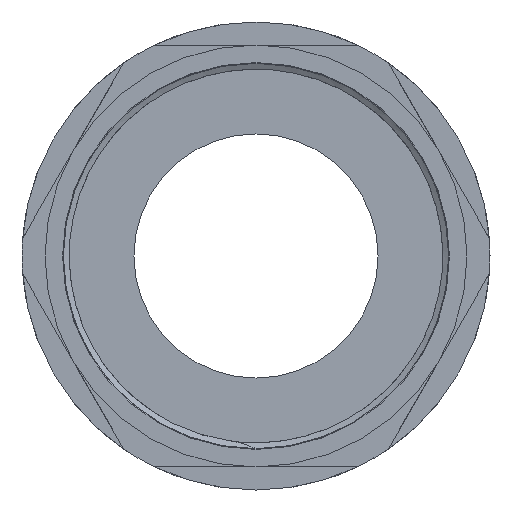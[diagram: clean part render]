
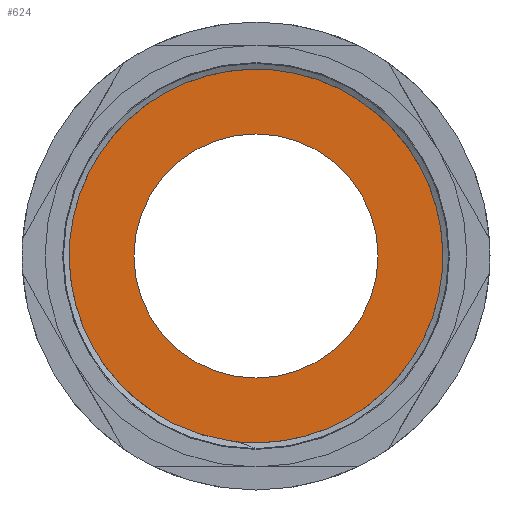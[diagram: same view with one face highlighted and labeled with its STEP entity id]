
A CAD part, left-side view. The second image highlights one B-rep face of the part: STEP entity #624.
In plain terms, the highlighted planar face has unit normal (-1, 0, 0).
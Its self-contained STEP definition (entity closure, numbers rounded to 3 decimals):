
#16=FACE_BOUND('',#139,.T.);
#30=PLANE('',#671);
#53=CIRCLE('',#663,24.35);
#55=CIRCLE('',#672,25.111);
#56=CIRCLE('',#673,15.91);
#98=FACE_OUTER_BOUND('',#138,.T.);
#138=EDGE_LOOP('',(#478,#479,#480,#481));
#139=EDGE_LOOP('',(#482));
#258=B_SPLINE_CURVE_WITH_KNOTS('',3,(#1582,#1583,#1584,#1585,#1586,#1587,
#1588,#1589,#1590,#1591,#1592,#1593,#1594),.UNSPECIFIED.,.F.,.F.,(4,3,3,
3,4),(0.,1.248,2.486,3.714,4.625),
 .UNSPECIFIED.);
#274=B_SPLINE_CURVE_WITH_KNOTS('',3,(#4069,#4070,#4071,#4072,#4073,#4074,
#4075,#4076,#4077,#4078,#4079,#4080,#4081),.UNSPECIFIED.,.F.,.F.,(4,3,3,
3,4),(0.,1.213,2.436,3.669,4.622),
 .UNSPECIFIED.);
#279=VERTEX_POINT('',#1454);
#280=VERTEX_POINT('',#1581);
#282=VERTEX_POINT('',#1727);
#296=VERTEX_POINT('',#3710);
#297=VERTEX_POINT('',#4084);
#340=EDGE_CURVE('',#280,#279,#258,.T.);
#344=EDGE_CURVE('',#279,#282,#53,.T.);
#366=EDGE_CURVE('',#282,#296,#274,.T.);
#367=EDGE_CURVE('',#280,#296,#55,.T.);
#368=EDGE_CURVE('',#297,#297,#56,.T.);
#478=ORIENTED_EDGE('',*,*,#340,.T.);
#479=ORIENTED_EDGE('',*,*,#344,.T.);
#480=ORIENTED_EDGE('',*,*,#366,.T.);
#481=ORIENTED_EDGE('',*,*,#367,.F.);
#482=ORIENTED_EDGE('',*,*,#368,.T.);
#624=ADVANCED_FACE('',(#98,#16),#30,.T.);
#663=AXIS2_PLACEMENT_3D('',#1853,#736,#737);
#671=AXIS2_PLACEMENT_3D('',#4082,#759,#760);
#672=AXIS2_PLACEMENT_3D('',#4083,#761,#762);
#673=AXIS2_PLACEMENT_3D('',#4085,#763,#764);
#736=DIRECTION('center_axis',(-1.,0.,0.));
#737=DIRECTION('ref_axis',(0.,0.,-1.));
#759=DIRECTION('center_axis',(-1.,0.,0.));
#760=DIRECTION('ref_axis',(0.,0.,1.));
#761=DIRECTION('center_axis',(1.,0.,0.));
#762=DIRECTION('ref_axis',(0.,0.,-1.));
#763=DIRECTION('center_axis',(1.,0.,0.));
#764=DIRECTION('ref_axis',(0.,0.,-1.));
#1454=CARTESIAN_POINT('',(-14.54,-21.811,10.827));
#1581=CARTESIAN_POINT('',(-14.54,-4.188,-24.759));
#1582=CARTESIAN_POINT('Ctrl Pts',(-14.54,-4.188,-24.759));
#1583=CARTESIAN_POINT('Ctrl Pts',(-14.54,-8.277,-23.999));
#1584=CARTESIAN_POINT('Ctrl Pts',(-14.54,-12.152,-22.212));
#1585=CARTESIAN_POINT('Ctrl Pts',(-14.54,-15.369,-19.604));
#1586=CARTESIAN_POINT('Ctrl Pts',(-14.54,-18.562,-17.016));
#1587=CARTESIAN_POINT('Ctrl Pts',(-14.54,-21.104,-13.611));
#1588=CARTESIAN_POINT('Ctrl Pts',(-14.54,-22.673,-9.816));
#1589=CARTESIAN_POINT('Ctrl Pts',(-14.54,-24.229,-6.054));
#1590=CARTESIAN_POINT('Ctrl Pts',(-14.54,-24.837,-1.89));
#1591=CARTESIAN_POINT('Ctrl Pts',(-14.54,-24.407,2.172));
#1592=CARTESIAN_POINT('Ctrl Pts',(-14.54,-24.088,5.188));
#1593=CARTESIAN_POINT('Ctrl Pts',(-14.54,-23.203,8.129));
#1594=CARTESIAN_POINT('Ctrl Pts',(-14.54,-21.81,10.827));
#1727=CARTESIAN_POINT('',(-14.54,-14.722,19.396));
#1853=CARTESIAN_POINT('Origin',(-14.54,0.,0.));
#3710=CARTESIAN_POINT('',(-14.54,23.536,8.753));
#4069=CARTESIAN_POINT('Ctrl Pts',(-14.54,-14.722,19.396));
#4070=CARTESIAN_POINT('Ctrl Pts',(-14.54,-11.543,21.894));
#4071=CARTESIAN_POINT('Ctrl Pts',(-14.54,-7.751,23.574));
#4072=CARTESIAN_POINT('Ctrl Pts',(-14.54,-3.783,24.261));
#4073=CARTESIAN_POINT('Ctrl Pts',(-14.54,0.219,24.954));
#4074=CARTESIAN_POINT('Ctrl Pts',(-14.54,4.405,24.629));
#4075=CARTESIAN_POINT('Ctrl Pts',(-14.54,8.254,23.339));
#4076=CARTESIAN_POINT('Ctrl Pts',(-14.54,12.131,22.04));
#4077=CARTESIAN_POINT('Ctrl Pts',(-14.54,15.687,19.756));
#4078=CARTESIAN_POINT('Ctrl Pts',(-14.54,18.493,16.76));
#4079=CARTESIAN_POINT('Ctrl Pts',(-14.54,20.664,14.443));
#4080=CARTESIAN_POINT('Ctrl Pts',(-14.54,22.376,11.714));
#4081=CARTESIAN_POINT('Ctrl Pts',(-14.54,23.536,8.752));
#4082=CARTESIAN_POINT('Origin',(-14.54,25.111,0.));
#4083=CARTESIAN_POINT('Origin',(-14.54,0.,0.));
#4084=CARTESIAN_POINT('',(-14.54,15.91,0.));
#4085=CARTESIAN_POINT('Origin',(-14.54,0.,0.));
